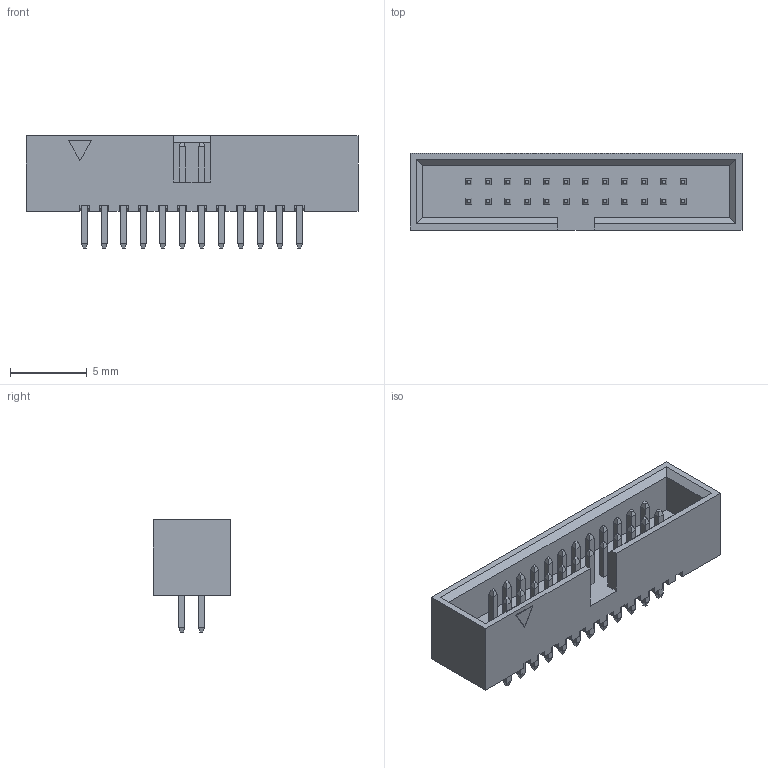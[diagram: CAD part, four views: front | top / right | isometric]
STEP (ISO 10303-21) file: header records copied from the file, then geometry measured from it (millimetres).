
FILE_DESCRIPTION(/* description */ ('Unknown'),/* implementation_level */ '2;1');
FILE_NAME(/* name */ '62702421621',/* time_stamp */ '2020-05-28T16:30:19+02:00',/* author */ ('Unknown'),/* organization */ ('Unknown'),/* preprocessor_version */ 'ST-DEVELOPER v16.7',/* originating_system */ 'DEX',/* authorisation */ $);
FILE_SCHEMA (('AUTOMOTIVE_DESIGN {1 0 10303 214 3 1 1}'));
Length unit declared in the file: millimetre
Products named in the file (3): 6270xx21621; 62702420621; 6270xx21621_Pin
Assembly tree (25 placements, depth 2):
  6270xx21621
    62702420621
    6270xx21621_Pin  x24
Bounding box: 21.59 x 5.05 x 7.3 mm (x, y, z)
Volume: 322.7 mm3; surface area: 947.2 mm2
Topology: 25 solids, 25 shells, 623 faces, 1544 edges, 948 vertices
Faces by surface type: plane 623
Entity records: 12192 total; most frequent: CARTESIAN_POINT 1807, ORIENTED_EDGE 1800, DIRECTION 1554, EDGE_CURVE 900, LINE 900, VECTOR 900, VERTEX_POINT 580, AXIS2_PLACEMENT_3D 327
